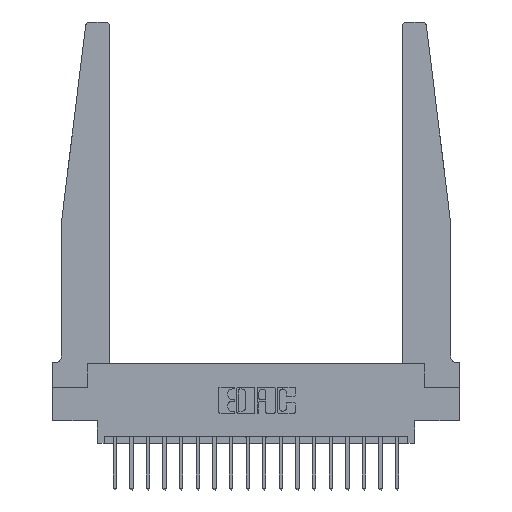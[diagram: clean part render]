
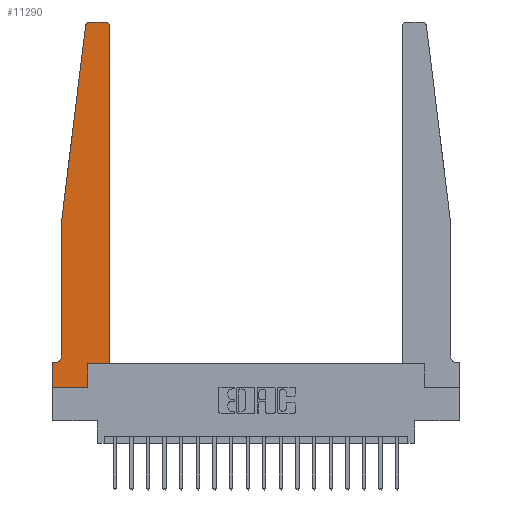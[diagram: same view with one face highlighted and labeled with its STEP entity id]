
A CAD part, top view. The second image highlights one B-rep face of the part: STEP entity #11290.
In plain terms, the highlighted planar face has unit normal (0, 0, 1).
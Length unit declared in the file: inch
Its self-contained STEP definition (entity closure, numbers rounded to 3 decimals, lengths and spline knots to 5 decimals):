
#174 = AXIS2_PLACEMENT_3D ( 'NONE', #15426, #6242, #16986 ) ;
#456 = CARTESIAN_POINT ( 'NONE',  ( 0.395, 2.72, 0.37 ) ) ;
#641 = LINE ( 'NONE', #11899, #16101 ) ;
#695 = ORIENTED_EDGE ( 'NONE', *, *, #9077, .T. ) ;
#821 = VERTEX_POINT ( 'NONE', #6309 ) ;
#853 = CIRCLE ( 'NONE', #9193, 0.05 ) ;
#941 = DIRECTION ( 'NONE',  ( -1., 0., 0. ) ) ;
#1389 = ORIENTED_EDGE ( 'NONE', *, *, #5246, .T. ) ;
#1471 = ORIENTED_EDGE ( 'NONE', *, *, #12236, .T. ) ;
#1747 = CARTESIAN_POINT ( 'NONE',  ( 0., 0., 0.37 ) ) ;
#1913 = DIRECTION ( 'NONE',  ( -1., 0., 0. ) ) ;
#2025 = DIRECTION ( 'NONE',  ( 1., 0., 0. ) ) ;
#2498 = VECTOR ( 'NONE', #941, 39.37008 ) ;
#2653 = VERTEX_POINT ( 'NONE', #11655 ) ;
#2697 = DIRECTION ( 'NONE',  ( 0., 1., 0. ) ) ;
#2853 = ORIENTED_EDGE ( 'NONE', *, *, #14058, .T. ) ;
#2874 = LINE ( 'NONE', #19594, #14181 ) ;
#3096 = CARTESIAN_POINT ( 'NONE',  ( 0.065, 0.2375, 0.37 ) ) ;
#3259 = EDGE_CURVE ( 'NONE', #11059, #12497, #7546, .T. ) ;
#3332 = CARTESIAN_POINT ( 'NONE',  ( 0.27653, 2.72, 0.37 ) ) ;
#3361 = DIRECTION ( 'NONE',  ( 1., 0., 0. ) ) ;
#3597 = VERTEX_POINT ( 'NONE', #4897 ) ;
#3616 = DIRECTION ( 'NONE',  ( 0., -1., 0. ) ) ;
#3902 = ORIENTED_EDGE ( 'NONE', *, *, #7653, .T. ) ;
#3927 = VECTOR ( 'NONE', #4118, 39.37008 ) ;
#3983 = ORIENTED_EDGE ( 'NONE', *, *, #15357, .T. ) ;
#4118 = DIRECTION ( 'NONE',  ( -0.122, -0.992, 0. ) ) ;
#4210 = EDGE_CURVE ( 'NONE', #15101, #11214, #8460, .T. ) ;
#4295 = CARTESIAN_POINT ( 'NONE',  ( 0.015, 0.2375, 0.37 ) ) ;
#4484 = CARTESIAN_POINT ( 'NONE',  ( 0., 0., 0.37 ) ) ;
#4756 = VECTOR ( 'NONE', #5099, 39.37008 ) ;
#4860 = DIRECTION ( 'NONE',  ( 1., 0., 0. ) ) ;
#4897 = CARTESIAN_POINT ( 'NONE',  ( 0.2605, 0.18, 0.37 ) ) ;
#4908 = ORIENTED_EDGE ( 'NONE', *, *, #6077, .T. ) ;
#5099 = DIRECTION ( 'NONE',  ( 0., 1., 0. ) ) ;
#5246 = EDGE_CURVE ( 'NONE', #3597, #5389, #2874, .T. ) ;
#5389 = VERTEX_POINT ( 'NONE', #14008 ) ;
#5602 = CARTESIAN_POINT ( 'NONE',  ( 0.27653, 2.75, 0.37 ) ) ;
#5846 = DIRECTION ( 'NONE',  ( -1., 0., 0. ) ) ;
#5941 = ORIENTED_EDGE ( 'NONE', *, *, #4210, .T. ) ;
#6077 = EDGE_CURVE ( 'NONE', #17959, #3597, #17515, .T. ) ;
#6178 = ORIENTED_EDGE ( 'NONE', *, *, #12559, .T. ) ;
#6242 = DIRECTION ( 'NONE',  ( 0., 0., 1. ) ) ;
#6309 = CARTESIAN_POINT ( 'NONE',  ( 0.015, 0.1875, 0.37 ) ) ;
#7546 = LINE ( 'NONE', #8622, #3927 ) ;
#7653 = EDGE_CURVE ( 'NONE', #7699, #821, #853, .T. ) ;
#7699 = VERTEX_POINT ( 'NONE', #3096 ) ;
#7879 = AXIS2_PLACEMENT_3D ( 'NONE', #3332, #14082, #4860 ) ;
#8460 = LINE ( 'NONE', #15916, #19702 ) ;
#8622 = CARTESIAN_POINT ( 'NONE',  ( 0.065, 1.25, 0.37 ) ) ;
#8710 = CARTESIAN_POINT ( 'NONE',  ( 0.065, 1.25, 0.37 ) ) ;
#8786 = EDGE_LOOP ( 'NONE', ( #6178, #2853, #8853, #10423, #3902, #695, #5941, #17929, #4908, #1389, #1471, #3983 ) ) ;
#8853 = ORIENTED_EDGE ( 'NONE', *, *, #3259, .T. ) ;
#9073 = CARTESIAN_POINT ( 'NONE',  ( 0., 0.1875, 0.37 ) ) ;
#9077 = EDGE_CURVE ( 'NONE', #821, #15101, #18378, .T. ) ;
#9193 = AXIS2_PLACEMENT_3D ( 'NONE', #4295, #15036, #5846 ) ;
#10134 = CARTESIAN_POINT ( 'NONE',  ( 0.24675, 2.72367, 0.37 ) ) ;
#10423 = ORIENTED_EDGE ( 'NONE', *, *, #11599, .T. ) ;
#10449 = AXIS2_PLACEMENT_3D ( 'NONE', #456, #11247, #2025 ) ;
#11059 = VERTEX_POINT ( 'NONE', #10134 ) ;
#11141 = CARTESIAN_POINT ( 'NONE',  ( 0.25, 2.75, 0.37 ) ) ;
#11214 = VERTEX_POINT ( 'NONE', #4484 ) ;
#11247 = DIRECTION ( 'NONE',  ( 0., 0., 1. ) ) ;
#11290 = ADVANCED_FACE ( 'NONE', ( #15643 ), #13904, .T. ) ;
#11599 = EDGE_CURVE ( 'NONE', #12497, #7699, #19441, .T. ) ;
#11655 = CARTESIAN_POINT ( 'NONE',  ( 0.395, 2.75, 0.37 ) ) ;
#11741 = CARTESIAN_POINT ( 'NONE',  ( 0.065, 0.1875, 0.37 ) ) ;
#11899 = CARTESIAN_POINT ( 'NONE',  ( 0.425, 0.18, 0.37 ) ) ;
#12236 = EDGE_CURVE ( 'NONE', #5389, #14301, #641, .T. ) ;
#12497 = VERTEX_POINT ( 'NONE', #15591 ) ;
#12559 = EDGE_CURVE ( 'NONE', #2653, #17955, #14863, .T. ) ;
#12759 = CARTESIAN_POINT ( 'NONE',  ( 0.2605, 0.18, 0.37 ) ) ;
#13162 = EDGE_CURVE ( 'NONE', #11214, #17959, #13684, .T. ) ;
#13203 = VECTOR ( 'NONE', #3361, 39.37008 ) ;
#13259 = CARTESIAN_POINT ( 'NONE',  ( 0.425, 2.72, 0.37 ) ) ;
#13684 = LINE ( 'NONE', #1747, #13203 ) ;
#13904 = PLANE ( 'NONE',  #174 ) ;
#14008 = CARTESIAN_POINT ( 'NONE',  ( 0.425, 0.18, 0.37 ) ) ;
#14058 = EDGE_CURVE ( 'NONE', #17955, #11059, #15074, .T. ) ;
#14082 = DIRECTION ( 'NONE',  ( 0., 0., 1. ) ) ;
#14181 = VECTOR ( 'NONE', #18089, 39.37008 ) ;
#14301 = VERTEX_POINT ( 'NONE', #13259 ) ;
#14863 = LINE ( 'NONE', #11141, #18928 ) ;
#14882 = DIRECTION ( 'NONE',  ( 0., -1., 0. ) ) ;
#14901 = CIRCLE ( 'NONE', #10449, 0.03 ) ;
#15036 = DIRECTION ( 'NONE',  ( 0., 0., -1. ) ) ;
#15074 = CIRCLE ( 'NONE', #7879, 0.03 ) ;
#15101 = VERTEX_POINT ( 'NONE', #9073 ) ;
#15357 = EDGE_CURVE ( 'NONE', #14301, #2653, #14901, .T. ) ;
#15376 = VECTOR ( 'NONE', #14882, 39.37008 ) ;
#15426 = CARTESIAN_POINT ( 'NONE',  ( 0., 0.1875, 0.37 ) ) ;
#15591 = CARTESIAN_POINT ( 'NONE',  ( 0.065, 1.25, 0.37 ) ) ;
#15643 = FACE_OUTER_BOUND ( 'NONE', #8786, .T. ) ;
#15916 = CARTESIAN_POINT ( 'NONE',  ( 0., 0., 0.37 ) ) ;
#16101 = VECTOR ( 'NONE', #2697, 39.37008 ) ;
#16365 = CARTESIAN_POINT ( 'NONE',  ( 0.2605, 0., 0.37 ) ) ;
#16986 = DIRECTION ( 'NONE',  ( 1., 0., 0. ) ) ;
#17515 = LINE ( 'NONE', #12759, #4756 ) ;
#17929 = ORIENTED_EDGE ( 'NONE', *, *, #13162, .T. ) ;
#17955 = VERTEX_POINT ( 'NONE', #5602 ) ;
#17959 = VERTEX_POINT ( 'NONE', #16365 ) ;
#18089 = DIRECTION ( 'NONE',  ( 1., 0., 0. ) ) ;
#18378 = LINE ( 'NONE', #11741, #2498 ) ;
#18928 = VECTOR ( 'NONE', #1913, 39.37008 ) ;
#19441 = LINE ( 'NONE', #8710, #15376 ) ;
#19594 = CARTESIAN_POINT ( 'NONE',  ( 0.425, 0.18, 0.37 ) ) ;
#19702 = VECTOR ( 'NONE', #3616, 39.37008 ) ;
